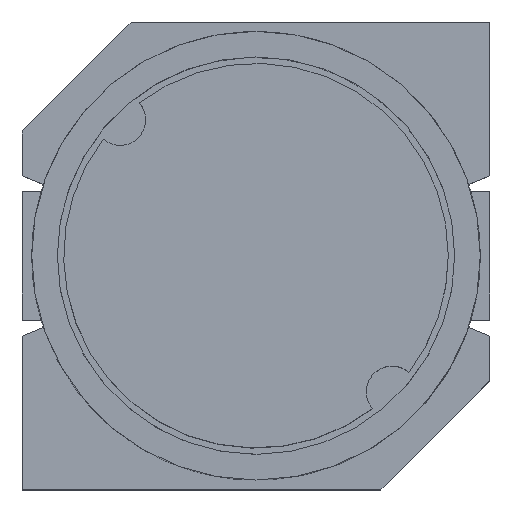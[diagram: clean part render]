
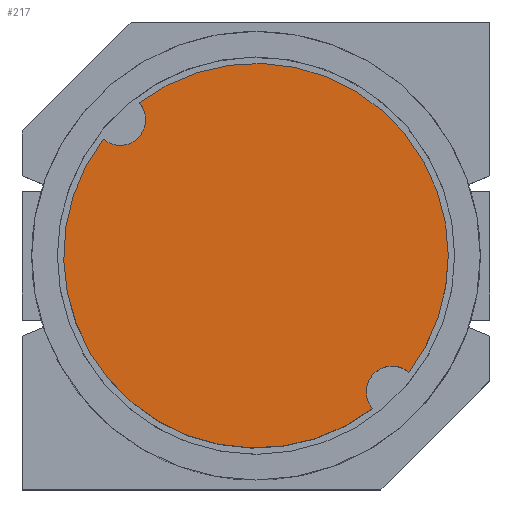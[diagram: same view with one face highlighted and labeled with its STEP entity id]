
A CAD part, top view. The second image highlights one B-rep face of the part: STEP entity #217.
In plain terms, the highlighted planar face has unit normal (0, 0, 1).
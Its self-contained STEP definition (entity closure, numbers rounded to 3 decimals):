
#30 = FACE_OUTER_BOUND ( 'NONE', #872, .T. ) ;
#91 = CARTESIAN_POINT ( 'NONE',  ( 3., 0., 3.3 ) ) ;
#94 = ORIENTED_EDGE ( 'NONE', *, *, #1662, .T. ) ;
#164 = DIRECTION ( 'NONE',  ( 0., 0., -1. ) ) ;
#169 = AXIS2_PLACEMENT_3D ( 'NONE', #381, #839, #211 ) ;
#201 = DIRECTION ( 'NONE',  ( 0., 0., 1. ) ) ;
#211 = DIRECTION ( 'NONE',  ( 1., 0., 0. ) ) ;
#217 = ADVANCED_FACE ( 'NONE', ( #30 ), #1413, .T. ) ;
#221 = CARTESIAN_POINT ( 'NONE',  ( 2.121, -2.121, 3.3 ) ) ;
#224 = DIRECTION ( 'NONE',  ( 1., 0., 0. ) ) ;
#237 = CARTESIAN_POINT ( 'NONE',  ( -1.721, 2.121, 3.3 ) ) ;
#334 = DIRECTION ( 'NONE',  ( 1., 0., 0. ) ) ;
#353 = VERTEX_POINT ( 'NONE', #421 ) ;
#381 = CARTESIAN_POINT ( 'NONE',  ( 0., 0., 3.3 ) ) ;
#395 = DIRECTION ( 'NONE',  ( 0., 0., -1. ) ) ;
#396 = DIRECTION ( 'NONE',  ( 0., 0., 1. ) ) ;
#412 = VERTEX_POINT ( 'NONE', #1190 ) ;
#421 = CARTESIAN_POINT ( 'NONE',  ( 2.385, -1.82, 3.3 ) ) ;
#424 = DIRECTION ( 'NONE',  ( 1., 0., 0. ) ) ;
#515 = EDGE_CURVE ( 'NONE', #1025, #412, #799, .T. ) ;
#674 = DIRECTION ( 'NONE',  ( 0., 0., -1. ) ) ;
#737 = EDGE_CURVE ( 'NONE', #1324, #740, #923, .T. ) ;
#740 = VERTEX_POINT ( 'NONE', #1961 ) ;
#786 = CARTESIAN_POINT ( 'NONE',  ( -2.385, 1.82, 3.3 ) ) ;
#799 = CIRCLE ( 'NONE', #1279, 3. ) ;
#839 = DIRECTION ( 'NONE',  ( 0., 0., 1. ) ) ;
#872 = EDGE_LOOP ( 'NONE', ( #94, #1455, #1842, #1061, #1646, #1124 ) ) ;
#923 = CIRCLE ( 'NONE', #1183, 3. ) ;
#927 = AXIS2_PLACEMENT_3D ( 'NONE', #1620, #395, #424 ) ;
#994 = EDGE_CURVE ( 'NONE', #1195, #1324, #1251, .T. ) ;
#1025 = VERTEX_POINT ( 'NONE', #91 ) ;
#1061 = ORIENTED_EDGE ( 'NONE', *, *, #994, .T. ) ;
#1118 = DIRECTION ( 'NONE',  ( 1., 0., 0. ) ) ;
#1124 = ORIENTED_EDGE ( 'NONE', *, *, #1587, .T. ) ;
#1131 = EDGE_CURVE ( 'NONE', #412, #1195, #1707, .T. ) ;
#1183 = AXIS2_PLACEMENT_3D ( 'NONE', #1477, #201, #224 ) ;
#1190 = CARTESIAN_POINT ( 'NONE',  ( -1.82, 2.385, 3.3 ) ) ;
#1195 = VERTEX_POINT ( 'NONE', #237 ) ;
#1251 = CIRCLE ( 'NONE', #927, 0.4 ) ;
#1279 = AXIS2_PLACEMENT_3D ( 'NONE', #1896, #1729, #334 ) ;
#1324 = VERTEX_POINT ( 'NONE', #786 ) ;
#1413 = PLANE ( 'NONE',  #169 ) ;
#1455 = ORIENTED_EDGE ( 'NONE', *, *, #515, .T. ) ;
#1477 = CARTESIAN_POINT ( 'NONE',  ( 0., 0., 3.3 ) ) ;
#1501 = AXIS2_PLACEMENT_3D ( 'NONE', #1809, #396, #1648 ) ;
#1506 = AXIS2_PLACEMENT_3D ( 'NONE', #1557, #164, #1118 ) ;
#1532 = CIRCLE ( 'NONE', #1670, 0.4 ) ;
#1557 = CARTESIAN_POINT ( 'NONE',  ( -2.121, 2.121, 3.3 ) ) ;
#1587 = EDGE_CURVE ( 'NONE', #740, #353, #1532, .T. ) ;
#1620 = CARTESIAN_POINT ( 'NONE',  ( -2.121, 2.121, 3.3 ) ) ;
#1646 = ORIENTED_EDGE ( 'NONE', *, *, #737, .T. ) ;
#1648 = DIRECTION ( 'NONE',  ( 1., 0., 0. ) ) ;
#1662 = EDGE_CURVE ( 'NONE', #353, #1025, #1904, .T. ) ;
#1670 = AXIS2_PLACEMENT_3D ( 'NONE', #221, #674, #1750 ) ;
#1707 = CIRCLE ( 'NONE', #1506, 0.4 ) ;
#1729 = DIRECTION ( 'NONE',  ( 0., 0., 1. ) ) ;
#1750 = DIRECTION ( 'NONE',  ( 1., 0., 0. ) ) ;
#1809 = CARTESIAN_POINT ( 'NONE',  ( 0., 0., 3.3 ) ) ;
#1842 = ORIENTED_EDGE ( 'NONE', *, *, #1131, .T. ) ;
#1896 = CARTESIAN_POINT ( 'NONE',  ( 0., 0., 3.3 ) ) ;
#1904 = CIRCLE ( 'NONE', #1501, 3. ) ;
#1961 = CARTESIAN_POINT ( 'NONE',  ( 1.82, -2.385, 3.3 ) ) ;
